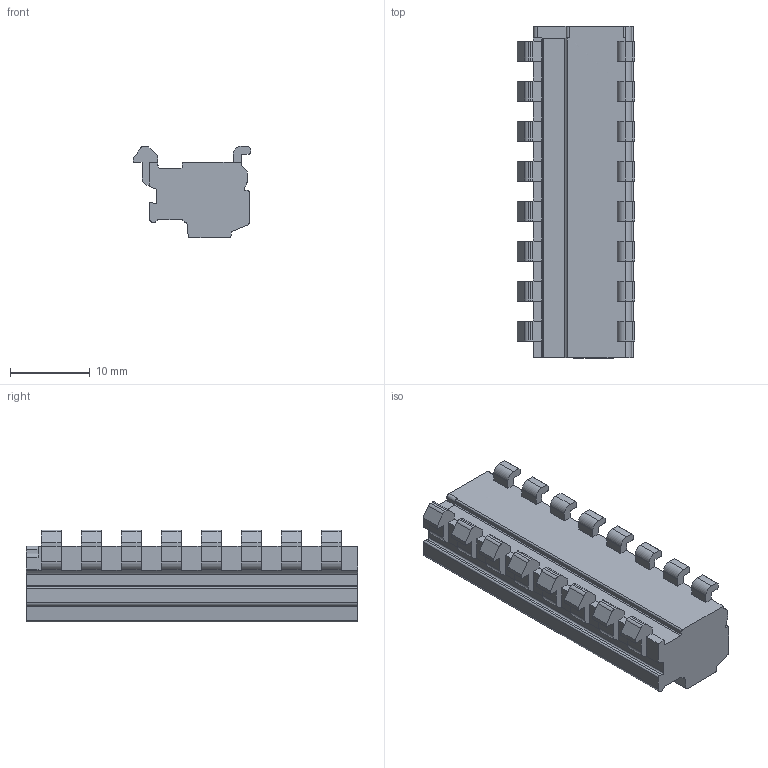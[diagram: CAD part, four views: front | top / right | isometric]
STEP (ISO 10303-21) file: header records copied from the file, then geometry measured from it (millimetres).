
FILE_DESCRIPTION((''),'2;1');
FILE_NAME('PRT0007','2024-10-15T13:21:40',('tluser'),(''),'CREO PARAMETRIC BY PTC INC, 2018100','CREO PARAMETRIC BY PTC INC, 2018100','');
FILE_SCHEMA(('CONFIG_CONTROL_DESIGN'));
Length unit declared in the file: millimetre
Products named in the file (1): PRT0007
Bounding box: 14.7 x 41.5 x 11.5 mm (x, y, z)
Volume: 4251 mm3; surface area: 2556.2 mm2
Topology: 1 solids, 1 shells, 383 faces, 1073 edges, 716 vertices
Faces by surface type: plane 258, cylinder 109, cone 16
Entity records: 12585 total; most frequent: CARTESIAN_POINT 2508, ORIENTED_EDGE 2146, DIRECTION 2030, EDGE_CURVE 1073, VECTOR 796, LINE 796, VERTEX_POINT 716, AXIS2_PLACEMENT_3D 617
